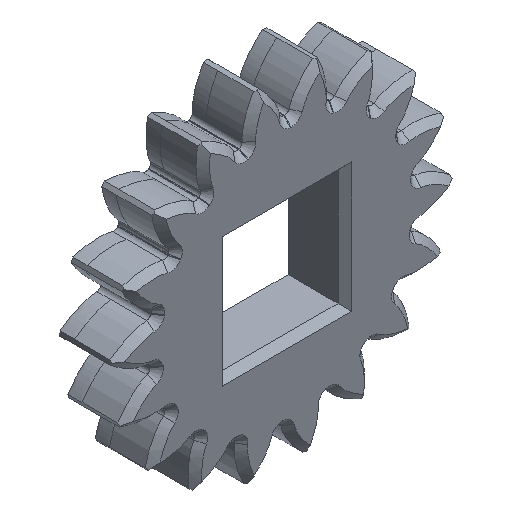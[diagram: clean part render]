
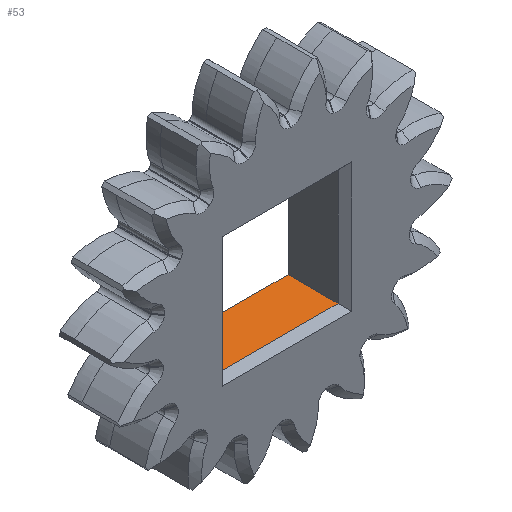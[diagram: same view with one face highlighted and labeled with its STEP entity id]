
A CAD part, isometric view. The second image highlights one B-rep face of the part: STEP entity #53.
In plain terms, the highlighted planar face has unit normal (0, 0, 1).
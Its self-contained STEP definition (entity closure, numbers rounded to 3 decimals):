
#53=ADVANCED_FACE('',(#2573),#2575,.F.);
#2573=FACE_BOUND('',#2574,.T.);
#2574=EDGE_LOOP('',(#10539,#10540,#10541,#10542));
#2575=PLANE('',#2576);
#2576=AXIS2_PLACEMENT_3D('',#2577,#2578,#2579);
#2577=CARTESIAN_POINT('',(5.1,-8.125,-5.1));
#2578=DIRECTION('',(0.,0.,-1.));
#2579=DIRECTION('',(-1.,0.,0.));
#10539=ORIENTED_EDGE('',*,*,#14287,.F.);
#10540=ORIENTED_EDGE('',*,*,#14288,.T.);
#10541=ORIENTED_EDGE('',*,*,#14289,.F.);
#10542=ORIENTED_EDGE('',*,*,#14290,.F.);
#14287=EDGE_CURVE('',#15027,#15028,#15029,.T.);
#14288=EDGE_CURVE('',#15027,#15030,#15031,.T.);
#14289=EDGE_CURVE('',#15032,#15030,#15033,.F.);
#14290=EDGE_CURVE('',#15028,#15032,#15034,.T.);
#15027=VERTEX_POINT('',#16229);
#15028=VERTEX_POINT('',#16230);
#15029=LINE('',#16231,#16232);
#15030=VERTEX_POINT('',#16234);
#15031=LINE('',#16235,#16236);
#15032=VERTEX_POINT('',#16238);
#15033=LINE('',#16239,#16240);
#15034=LINE('',#16242,#16243);
#16229=CARTESIAN_POINT('',(5.1,-1.275,-5.1));
#16230=CARTESIAN_POINT('',(-5.1,-1.275,-5.1));
#16231=CARTESIAN_POINT('',(5.1,-1.275,-5.1));
#16232=VECTOR('',#16233,1.);
#16233=DIRECTION('',(-1.,0.,0.));
#16234=CARTESIAN_POINT('',(5.1,3.125,-5.1));
#16235=CARTESIAN_POINT('',(5.1,-1.275,-5.1));
#16236=VECTOR('',#16237,1.);
#16237=DIRECTION('',(0.,1.,0.));
#16238=CARTESIAN_POINT('',(-5.1,3.125,-5.1));
#16239=CARTESIAN_POINT('',(5.1,3.125,-5.1));
#16240=VECTOR('',#16241,1.);
#16241=DIRECTION('',(-1.,0.,0.));
#16242=CARTESIAN_POINT('',(-5.1,-1.275,-5.1));
#16243=VECTOR('',#16244,1.);
#16244=DIRECTION('',(0.,1.,0.));
